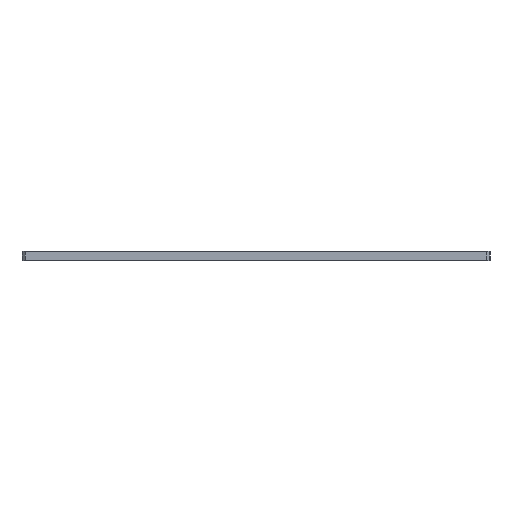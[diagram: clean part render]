
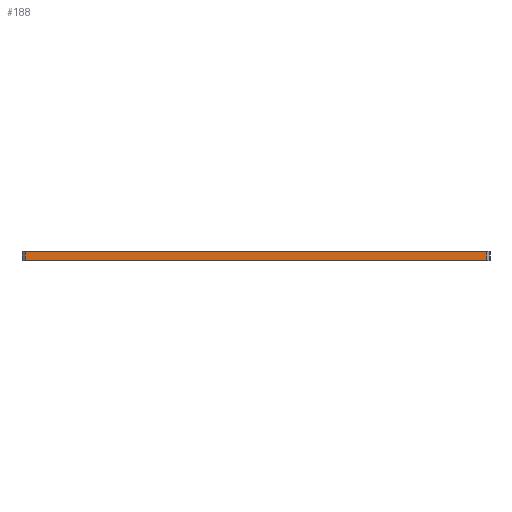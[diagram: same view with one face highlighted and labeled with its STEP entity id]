
A CAD part, left-side view. The second image highlights one B-rep face of the part: STEP entity #188.
In plain terms, the highlighted planar face has unit normal (-1, 0, 0).
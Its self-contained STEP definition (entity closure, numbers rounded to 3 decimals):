
#188=ADVANCED_FACE('',(#543),#544,.F.);
#543=FACE_OUTER_BOUND('',#1157,.T.);
#544=PLANE('',#1158);
#1157=EDGE_LOOP('',(#1871,#1872,#1873,#1874));
#1158=AXIS2_PLACEMENT_3D('',#1875,#1876,#1877);
#1871=ORIENTED_EDGE('',*,*,#2669,.T.);
#1872=ORIENTED_EDGE('',*,*,#2634,.T.);
#1873=ORIENTED_EDGE('',*,*,#2653,.T.);
#1874=ORIENTED_EDGE('',*,*,#2630,.T.);
#1875=CARTESIAN_POINT('',(-255.0,55.0,3.0));
#1876=DIRECTION('',(1.0,0.0,0.0));
#1877=DIRECTION('',(0.0,1.0,0.0));
#2630=EDGE_CURVE('',#3081,#3079,#3082,.T.);
#2634=EDGE_CURVE('',#3087,#3085,#3088,.T.);
#2653=EDGE_CURVE('',#3085,#3081,#3119,.T.);
#2669=EDGE_CURVE('',#3079,#3087,#3139,.T.);
#3079=VERTEX_POINT('',#3650);
#3081=VERTEX_POINT('',#3653);
#3082=LINE('',#3654,#3655);
#3085=VERTEX_POINT('',#3659);
#3087=VERTEX_POINT('',#3662);
#3088=LINE('',#3663,#3664);
#3119=LINE('',#3710,#3711);
#3139=LINE('',#3741,#3742);
#3650=CARTESIAN_POINT('',(-255.0,72.0,0.2));
#3653=CARTESIAN_POINT('',(-255.0,72.0,2.8));
#3654=CARTESIAN_POINT('',(-255.0,72.0,0.2));
#3655=VECTOR('',#4324,1.0);
#3659=CARTESIAN_POINT('',(-255.0,-72.0,2.8));
#3662=CARTESIAN_POINT('',(-255.0,-72.0,0.2));
#3663=CARTESIAN_POINT('',(-255.0,-72.0,3.0));
#3664=VECTOR('',#4327,1.0);
#3710=CARTESIAN_POINT('',(-255.0,73.0,2.8));
#3711=VECTOR('',#4343,1.0);
#3741=CARTESIAN_POINT('',(-255.0,55.0,0.2));
#3742=VECTOR('',#4354,1.0);
#4324=DIRECTION('',(0.0,0.0,-1.0));
#4327=DIRECTION('',(0.0,0.0,1.0));
#4343=DIRECTION('',(0.0,1.0,0.0));
#4354=DIRECTION('',(0.0,-1.0,0.0));
